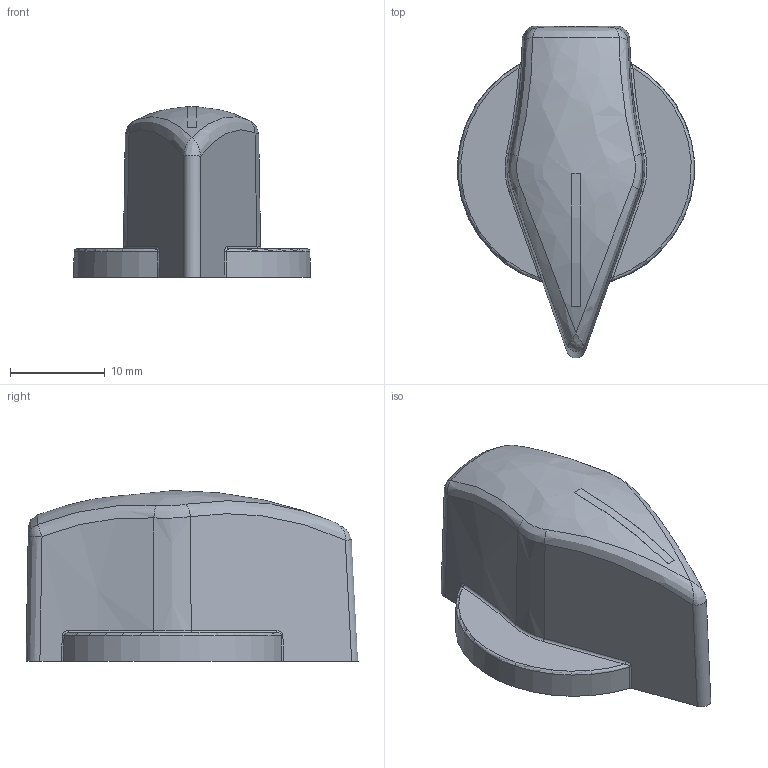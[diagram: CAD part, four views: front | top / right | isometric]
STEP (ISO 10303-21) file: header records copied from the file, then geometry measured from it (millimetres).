
FILE_DESCRIPTION( ( 'Unknown' ), '1' );
FILE_NAME( '6130005_MRI_35.stp', 'Unknown', ( 'Unknown' ), ( 'Unknown' ), 'PSStep 11.0', 'Unknown', ' ' );
FILE_SCHEMA( ( 'AUTOMOTIVE_DESIGN { 1 0 10303 214 1 1 1 1 }' ) );
Length unit declared in the file: millimetre
Products named in the file (2): 6130005
Bounding box: 24.94 x 34.98 x 18 mm (x, y, z)
Volume: 5585.6 mm3; surface area: 3340.7 mm2
Topology: 2 solids, 2 shells, 88 faces, 203 edges, 124 vertices
Faces by surface type: plane 39, bspline 19, cylinder 14, cone 8, torus 6, sphere 2
Full cylindrical faces by diameter (mm): 4 x3, 4.5 x2, 6 x1
Entity records: 5306 total; most frequent: CARTESIAN_POINT 2753, ORIENTED_EDGE 378, DIRECTION 352, EDGE_CURVE 189, AXIS2_PLACEMENT_3D 137, VERTEX_POINT 120, EDGE_LOOP 107, FACE_OUTER_BOUND 94
